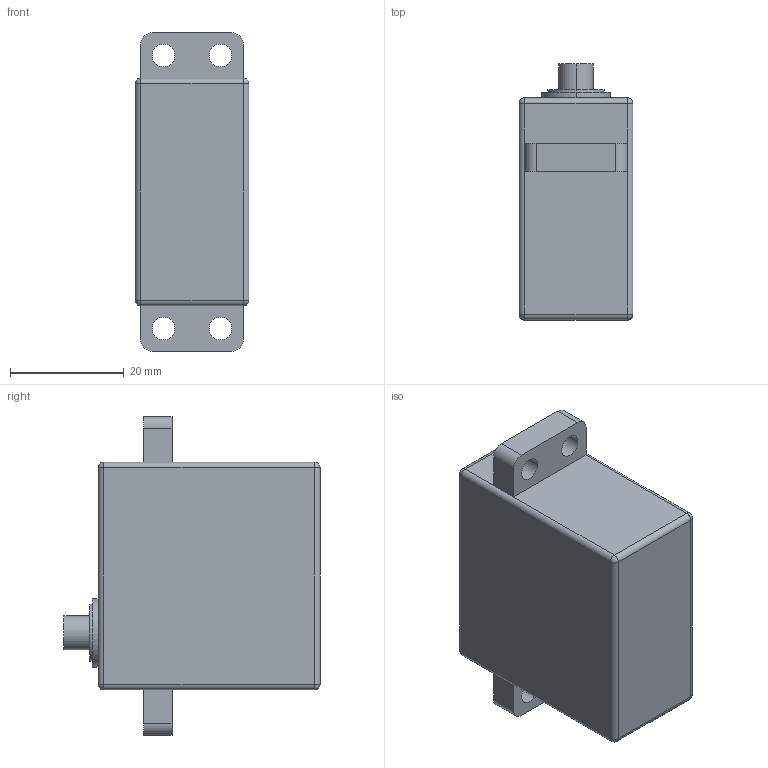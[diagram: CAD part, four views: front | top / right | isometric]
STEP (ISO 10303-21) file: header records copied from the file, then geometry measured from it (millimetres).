
FILE_DESCRIPTION (( 'STEP AP203' ), '1' );
FILE_NAME ('卼鼛捇賒芞.STEP', '2025-09-04T11:46:41', ( '' ), ( '' ), 'SwSTEP 2.0', 'SolidWorks 2024', '' );
FILE_SCHEMA (( 'CONFIG_CONTROL_DESIGN' ));
Length unit declared in the file: millimetre
Products named in the file (1): 王鑫雅画图
Bounding box: 20 x 45 x 56 mm (x, y, z)
Volume: 32543 mm3; surface area: 7137.1 mm2
Topology: 1 solids, 1 shells, 62 faces, 144 edges, 80 vertices
Faces by surface type: cylinder 32, plane 22, sphere 8
Entity records: 1781 total; most frequent: DIRECTION 326, CARTESIAN_POINT 279, ORIENTED_EDGE 272, EDGE_CURVE 136, AXIS2_PLACEMENT_3D 127, VERTEX_POINT 80, EDGE_LOOP 74, LINE 72
